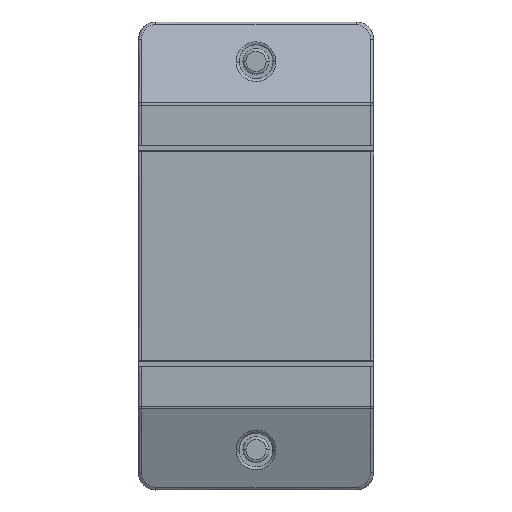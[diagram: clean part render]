
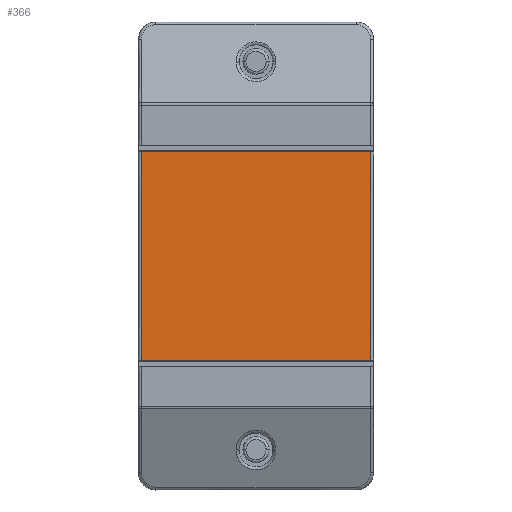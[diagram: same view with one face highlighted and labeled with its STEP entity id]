
A CAD part, top view. The second image highlights one B-rep face of the part: STEP entity #366.
In plain terms, the highlighted planar face has unit normal (0, 0, 1).
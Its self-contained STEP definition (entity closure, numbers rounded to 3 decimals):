
#366=ADVANCED_FACE('',(#1118),#12283,.T.);
#1118=FACE_OUTER_BOUND('',#1882,.T.);
#1882=EDGE_LOOP('',(#2905,#2906,#2907,#2908));
#2905=ORIENTED_EDGE('',*,*,#6785,.T.);
#2906=ORIENTED_EDGE('',*,*,#6700,.F.);
#2907=ORIENTED_EDGE('',*,*,#6786,.T.);
#2908=ORIENTED_EDGE('',*,*,#6661,.F.);
#6661=EDGE_CURVE('',#10789,#10786,#9229,.T.);
#6700=EDGE_CURVE('',#10818,#10815,#9268,.T.);
#6785=EDGE_CURVE('',#10789,#10815,#9353,.T.);
#6786=EDGE_CURVE('',#10818,#10786,#9354,.T.);
#9229=B_SPLINE_CURVE_WITH_KNOTS('',1,(#14529,#14530),.UNSPECIFIED.,.F.,
 .F.,(2,2),(-35.789,0.),.UNSPECIFIED.);
#9268=B_SPLINE_CURVE_WITH_KNOTS('',1,(#14611,#14612),.UNSPECIFIED.,.F.,
 .F.,(2,2),(-35.789,0.),.UNSPECIFIED.);
#9353=B_SPLINE_CURVE_WITH_KNOTS('',1,(#14781,#14782),.UNSPECIFIED.,.F.,
 .F.,(2,2),(0.,39.2),.UNSPECIFIED.);
#9354=B_SPLINE_CURVE_WITH_KNOTS('',1,(#14783,#14784),.UNSPECIFIED.,.F.,
 .F.,(2,2),(0.,39.2),.UNSPECIFIED.);
#10786=VERTEX_POINT('',#14145);
#10789=VERTEX_POINT('',#14148);
#10815=VERTEX_POINT('',#14174);
#10818=VERTEX_POINT('',#14177);
#12283=PLANE('',#12771);
#12771=AXIS2_PLACEMENT_3D('',#14027,#13382,$);
#13382=DIRECTION('',(0.,0.,1.));
#14027=CARTESIAN_POINT('',(-23.629,-21.6,22.201));
#14145=CARTESIAN_POINT('',(19.611,-17.901,22.201));
#14148=CARTESIAN_POINT('',(19.611,17.888,22.201));
#14174=CARTESIAN_POINT('',(-19.589,17.888,22.201));
#14177=CARTESIAN_POINT('',(-19.589,-17.901,22.201));
#14529=CARTESIAN_POINT('',(19.611,17.888,22.201));
#14530=CARTESIAN_POINT('',(19.611,-17.901,22.201));
#14611=CARTESIAN_POINT('',(-19.589,-17.901,22.201));
#14612=CARTESIAN_POINT('',(-19.589,17.888,22.201));
#14781=CARTESIAN_POINT('',(19.611,17.888,22.201));
#14782=CARTESIAN_POINT('',(-19.589,17.888,22.201));
#14783=CARTESIAN_POINT('',(-19.589,-17.901,22.201));
#14784=CARTESIAN_POINT('',(19.611,-17.901,22.201));
